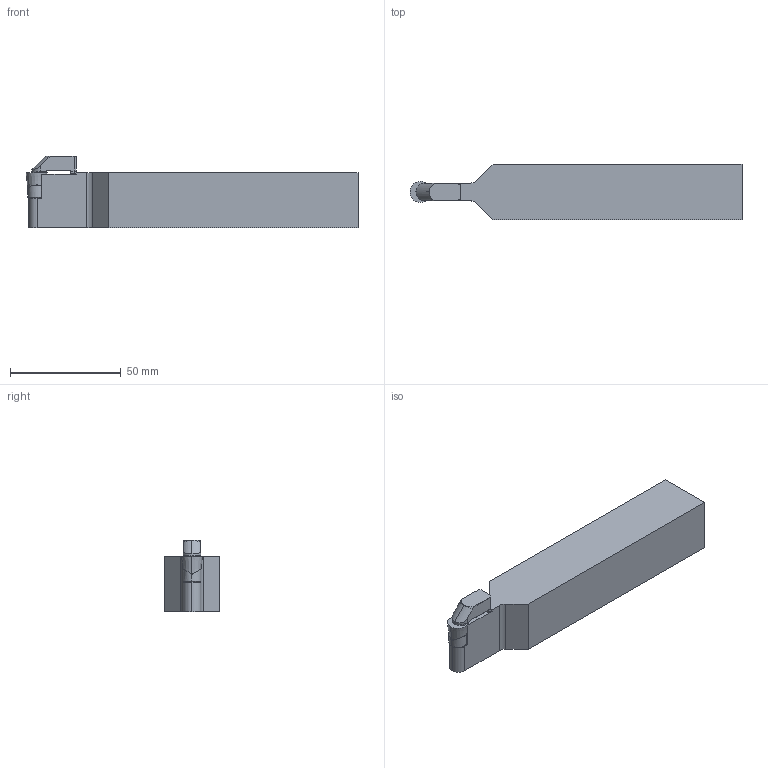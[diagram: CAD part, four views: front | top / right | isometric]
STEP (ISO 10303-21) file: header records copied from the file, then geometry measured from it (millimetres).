
FILE_DESCRIPTION (( 'STEP AP214' ), '1' );
FILE_NAME ('CRDCN-2525-M09CV-LIGHT.STEP', '2023-10-25T16:56:13', ( '' ), ( '' ), 'SwSTEP 2.0', 'SolidWorks 2018', '' );
FILE_SCHEMA (( 'AUTOMOTIVE_DESIGN' ));
Length unit declared in the file: millimetre
Products named in the file (1): CRDCN-2525-M09CV-LIGHT
Bounding box: 150 x 25 x 32.5 mm (x, y, z)
Volume: 80097.4 mm3; surface area: 15658 mm2
Topology: 2 solids, 3 shells, 165 faces, 421 edges, 259 vertices
Faces by surface type: plane 84, cylinder 46, cone 21, torus 10, bspline 4
Entity records: 8395 total; most frequent: CARTESIAN_POINT 2670, ORIENTED_EDGE 838, DIRECTION 783, EDGE_CURVE 419, AXIS2_PLACEMENT_3D 284, VERTEX_POINT 259, LINE 215, VECTOR 215
